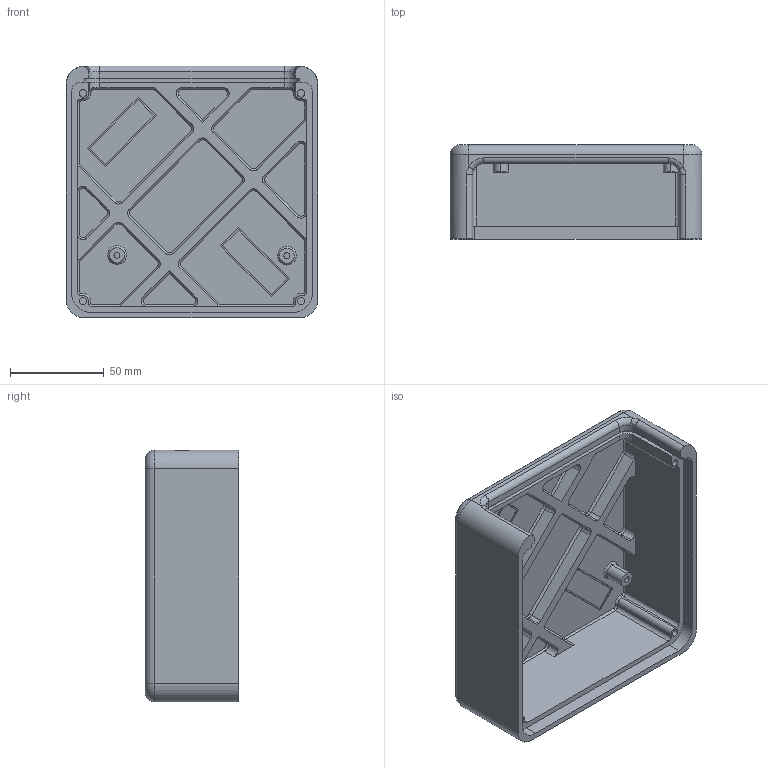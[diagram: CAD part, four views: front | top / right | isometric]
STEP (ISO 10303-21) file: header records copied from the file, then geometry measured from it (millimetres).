
FILE_DESCRIPTION (( 'STEP AP214' ), '1' );
FILE_NAME ('Beacon_V2_housing_injectionmold.STEP', '2026-02-09T09:44:14', ( '' ), ( '' ), 'SwSTEP 2.0', 'SolidWorks 2024', '' );
FILE_SCHEMA (( 'AUTOMOTIVE_DESIGN' ));
Length unit declared in the file: millimetre
Products named in the file (1): Beacon_V2_housing_injectionmold
Bounding box: 134 x 50 x 134 mm (x, y, z)
Volume: 175656.6 mm3; surface area: 81894.8 mm2
Topology: 1 solids, 1 shells, 283 faces, 691 edges, 424 vertices
Faces by surface type: plane 140, cylinder 84, cone 51, torus 6, bspline 2
Entity records: 8296 total; most frequent: CARTESIAN_POINT 1479, DIRECTION 1477, ORIENTED_EDGE 1382, EDGE_CURVE 691, AXIS2_PLACEMENT_3D 510, LINE 457, VECTOR 457, VERTEX_POINT 424
